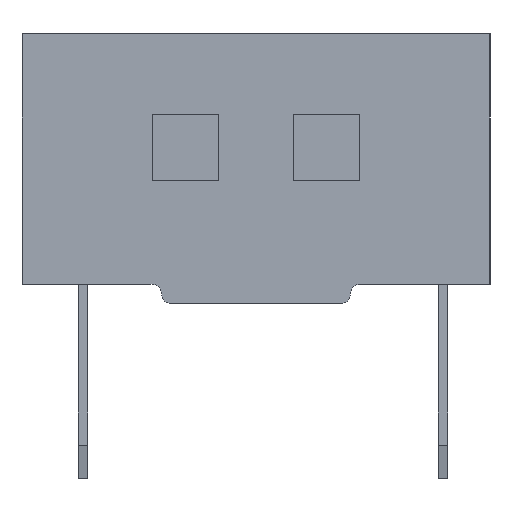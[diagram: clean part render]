
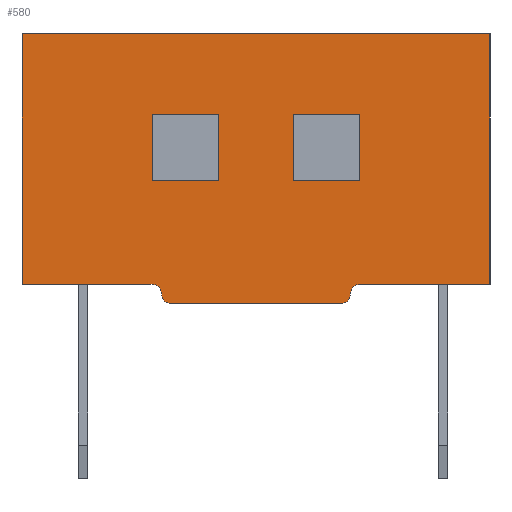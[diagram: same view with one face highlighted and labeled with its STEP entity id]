
A CAD part, left-side view. The second image highlights one B-rep face of the part: STEP entity #580.
In plain terms, the highlighted planar face has unit normal (-1, 0, 0).
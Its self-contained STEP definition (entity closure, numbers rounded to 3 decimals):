
#580 = ADVANCED_FACE( '', ( #1322, #1323, #1324 ), #1325, .F. );
#1322 = FACE_BOUND( '', #2309, .T. );
#1323 = FACE_OUTER_BOUND( '', #2310, .T. );
#1324 = FACE_BOUND( '', #2311, .T. );
#1325 = PLANE( '', #2312 );
#2309 = EDGE_LOOP( '', ( #3706, #3707, #3708, #3709 ) );
#2310 = EDGE_LOOP( '', ( #3710, #3711, #3712, #3713, #3714, #3715, #3716, #3717, #3718, #3719 ) );
#2311 = EDGE_LOOP( '', ( #3720, #3721, #3722, #3723 ) );
#2312 = AXIS2_PLACEMENT_3D( '', #3724, #3725, #3726 );
#3706 = ORIENTED_EDGE( '', *, *, #6490, .T. );
#3707 = ORIENTED_EDGE( '', *, *, #6491, .T. );
#3708 = ORIENTED_EDGE( '', *, *, #6338, .T. );
#3709 = ORIENTED_EDGE( '', *, *, #6492, .T. );
#3710 = ORIENTED_EDGE( '', *, *, #6388, .T. );
#3711 = ORIENTED_EDGE( '', *, *, #6493, .T. );
#3712 = ORIENTED_EDGE( '', *, *, #6447, .T. );
#3713 = ORIENTED_EDGE( '', *, *, #6494, .F. );
#3714 = ORIENTED_EDGE( '', *, *, #6495, .T. );
#3715 = ORIENTED_EDGE( '', *, *, #6496, .T. );
#3716 = ORIENTED_EDGE( '', *, *, #6497, .T. );
#3717 = ORIENTED_EDGE( '', *, *, #6498, .F. );
#3718 = ORIENTED_EDGE( '', *, *, #6499, .F. );
#3719 = ORIENTED_EDGE( '', *, *, #6500, .T. );
#3720 = ORIENTED_EDGE( '', *, *, #6501, .T. );
#3721 = ORIENTED_EDGE( '', *, *, #6502, .T. );
#3722 = ORIENTED_EDGE( '', *, *, #6503, .T. );
#3723 = ORIENTED_EDGE( '', *, *, #6453, .T. );
#3724 = CARTESIAN_POINT( '', ( -9.54, 4.95, 5.3 ) );
#3725 = DIRECTION( '', ( 1., 0., 0. ) );
#3726 = DIRECTION( '', ( 0., 0., -1. ) );
#6338 = EDGE_CURVE( '', #7580, #7581, #7582, .T. );
#6388 = EDGE_CURVE( '', #7666, #7664, #7667, .T. );
#6447 = EDGE_CURVE( '', #7764, #7765, #7766, .F. );
#6453 = EDGE_CURVE( '', #7774, #7775, #7776, .T. );
#6490 = EDGE_CURVE( '', #7838, #7839, #7840, .T. );
#6491 = EDGE_CURVE( '', #7839, #7580, #7841, .T. );
#6492 = EDGE_CURVE( '', #7581, #7838, #7842, .T. );
#6493 = EDGE_CURVE( '', #7664, #7764, #7843, .T. );
#6494 = EDGE_CURVE( '', #7844, #7765, #7845, .T. );
#6495 = EDGE_CURVE( '', #7844, #7846, #7847, .F. );
#6496 = EDGE_CURVE( '', #7846, #7848, #7849, .T. );
#6497 = EDGE_CURVE( '', #7848, #7850, #7851, .T. );
#6498 = EDGE_CURVE( '', #7852, #7850, #7853, .T. );
#6499 = EDGE_CURVE( '', #7854, #7852, #7855, .T. );
#6500 = EDGE_CURVE( '', #7854, #7666, #7856, .T. );
#6501 = EDGE_CURVE( '', #7775, #7857, #7858, .T. );
#6502 = EDGE_CURVE( '', #7857, #7859, #7860, .T. );
#6503 = EDGE_CURVE( '', #7859, #7774, #7861, .T. );
#7580 = VERTEX_POINT( '', #9543 );
#7581 = VERTEX_POINT( '', #9544 );
#7582 = LINE( '', #9545, #9546 );
#7664 = VERTEX_POINT( '', #9670 );
#7666 = VERTEX_POINT( '', #9673 );
#7667 = LINE( '', #9674, #9675 );
#7764 = VERTEX_POINT( '', #9817 );
#7765 = VERTEX_POINT( '', #9818 );
#7766 = CIRCLE( '', #9819, 0.2 );
#7774 = VERTEX_POINT( '', #9829 );
#7775 = VERTEX_POINT( '', #9830 );
#7776 = LINE( '', #9831, #9832 );
#7838 = VERTEX_POINT( '', #9926 );
#7839 = VERTEX_POINT( '', #9927 );
#7840 = LINE( '', #9928, #9929 );
#7841 = LINE( '', #9930, #9931 );
#7842 = LINE( '', #9932, #9933 );
#7843 = CIRCLE( '', #9934, 0.2 );
#7844 = VERTEX_POINT( '', #9935 );
#7845 = LINE( '', #9936, #9937 );
#7846 = VERTEX_POINT( '', #9938 );
#7847 = CIRCLE( '', #9939, 0.2 );
#7848 = VERTEX_POINT( '', #9940 );
#7849 = CIRCLE( '', #9941, 0.2 );
#7850 = VERTEX_POINT( '', #9942 );
#7851 = LINE( '', #9943, #9944 );
#7852 = VERTEX_POINT( '', #9945 );
#7853 = LINE( '', #9946, #9947 );
#7854 = VERTEX_POINT( '', #9948 );
#7855 = LINE( '', #9949, #9950 );
#7856 = LINE( '', #9951, #9952 );
#7857 = VERTEX_POINT( '', #9953 );
#7858 = LINE( '', #9954, #9955 );
#7859 = VERTEX_POINT( '', #9956 );
#7860 = LINE( '', #9957, #9958 );
#7861 = LINE( '', #9959, #9960 );
#9543 = CARTESIAN_POINT( '', ( -9.54, -2.2, 2.2 ) );
#9544 = CARTESIAN_POINT( '', ( -9.54, -0.8, 2.2 ) );
#9545 = CARTESIAN_POINT( '', ( -9.54, -2.2, 2.2 ) );
#9546 = VECTOR( '', #11995, 1000. );
#9670 = CARTESIAN_POINT( '', ( -9.54, 2.2, 0. ) );
#9673 = CARTESIAN_POINT( '', ( -9.54, 4.95, 0. ) );
#9674 = CARTESIAN_POINT( '', ( -9.54, 4.95, 0. ) );
#9675 = VECTOR( '', #12031, 1000. );
#9817 = CARTESIAN_POINT( '', ( -9.54, 2., -0.2 ) );
#9818 = CARTESIAN_POINT( '', ( -9.54, 1.8, -0.4 ) );
#9819 = AXIS2_PLACEMENT_3D( '', #12076, #12077, #12078 );
#9829 = CARTESIAN_POINT( '', ( -9.54, 2.2, 2.2 ) );
#9830 = CARTESIAN_POINT( '', ( -9.54, 2.2, 3.6 ) );
#9831 = CARTESIAN_POINT( '', ( -9.54, 2.2, 2.2 ) );
#9832 = VECTOR( '', #12084, 1000. );
#9926 = CARTESIAN_POINT( '', ( -9.54, -0.8, 3.6 ) );
#9927 = CARTESIAN_POINT( '', ( -9.54, -2.2, 3.6 ) );
#9928 = CARTESIAN_POINT( '', ( -9.54, -0.8, 3.6 ) );
#9929 = VECTOR( '', #12109, 1000. );
#9930 = CARTESIAN_POINT( '', ( -9.54, -2.2, 3.6 ) );
#9931 = VECTOR( '', #12110, 1000. );
#9932 = CARTESIAN_POINT( '', ( -9.54, -0.8, 2.2 ) );
#9933 = VECTOR( '', #12111, 1000. );
#9934 = AXIS2_PLACEMENT_3D( '', #12112, #12113, #12114 );
#9935 = CARTESIAN_POINT( '', ( -9.54, -1.8, -0.4 ) );
#9936 = CARTESIAN_POINT( '', ( -9.54, -2., -0.4 ) );
#9937 = VECTOR( '', #12115, 1000. );
#9938 = CARTESIAN_POINT( '', ( -9.54, -2., -0.2 ) );
#9939 = AXIS2_PLACEMENT_3D( '', #12116, #12117, #12118 );
#9940 = CARTESIAN_POINT( '', ( -9.54, -2.2, 0. ) );
#9941 = AXIS2_PLACEMENT_3D( '', #12119, #12120, #12121 );
#9942 = CARTESIAN_POINT( '', ( -9.54, -4.95, 0. ) );
#9943 = CARTESIAN_POINT( '', ( -9.54, 4.95, 0. ) );
#9944 = VECTOR( '', #12122, 1000. );
#9945 = CARTESIAN_POINT( '', ( -9.54, -4.95, 5.3 ) );
#9946 = CARTESIAN_POINT( '', ( -9.54, -4.95, 5.3 ) );
#9947 = VECTOR( '', #12123, 1000. );
#9948 = CARTESIAN_POINT( '', ( -9.54, 4.95, 5.3 ) );
#9949 = CARTESIAN_POINT( '', ( -9.54, 4.95, 5.3 ) );
#9950 = VECTOR( '', #12124, 1000. );
#9951 = CARTESIAN_POINT( '', ( -9.54, 4.95, 5.3 ) );
#9952 = VECTOR( '', #12125, 1000. );
#9953 = CARTESIAN_POINT( '', ( -9.54, 0.8, 3.6 ) );
#9954 = CARTESIAN_POINT( '', ( -9.54, 2.2, 3.6 ) );
#9955 = VECTOR( '', #12126, 1000. );
#9956 = CARTESIAN_POINT( '', ( -9.54, 0.8, 2.2 ) );
#9957 = CARTESIAN_POINT( '', ( -9.54, 0.8, 3.6 ) );
#9958 = VECTOR( '', #12127, 1000. );
#9959 = CARTESIAN_POINT( '', ( -9.54, 0.8, 2.2 ) );
#9960 = VECTOR( '', #12128, 1000. );
#11995 = DIRECTION( '', ( 0., 1., 0. ) );
#12031 = DIRECTION( '', ( 0., -1., 0. ) );
#12076 = CARTESIAN_POINT( '', ( -9.54, 1.8, -0.2 ) );
#12077 = DIRECTION( '', ( 1., 0., 0. ) );
#12078 = DIRECTION( '', ( 0., 0., -1. ) );
#12084 = DIRECTION( '', ( 0., 0., 1. ) );
#12109 = DIRECTION( '', ( 0., -1., 0. ) );
#12110 = DIRECTION( '', ( 0., 0., -1. ) );
#12111 = DIRECTION( '', ( 0., 0., 1. ) );
#12112 = CARTESIAN_POINT( '', ( -9.54, 2.2, -0.2 ) );
#12113 = DIRECTION( '', ( 1., 0., 0. ) );
#12114 = DIRECTION( '', ( 0., 0., -1. ) );
#12115 = DIRECTION( '', ( 0., 1., 0. ) );
#12116 = CARTESIAN_POINT( '', ( -9.54, -1.8, -0.2 ) );
#12117 = DIRECTION( '', ( 1., 0., 0. ) );
#12118 = DIRECTION( '', ( 0., 0., -1. ) );
#12119 = CARTESIAN_POINT( '', ( -9.54, -2.2, -0.2 ) );
#12120 = DIRECTION( '', ( 1., 0., 0. ) );
#12121 = DIRECTION( '', ( 0., 0., -1. ) );
#12122 = DIRECTION( '', ( 0., -1., 0. ) );
#12123 = DIRECTION( '', ( 0., 0., -1. ) );
#12124 = DIRECTION( '', ( 0., -1., 0. ) );
#12125 = DIRECTION( '', ( 0., 0., -1. ) );
#12126 = DIRECTION( '', ( 0., -1., 0. ) );
#12127 = DIRECTION( '', ( 0., 0., -1. ) );
#12128 = DIRECTION( '', ( 0., 1., 0. ) );
